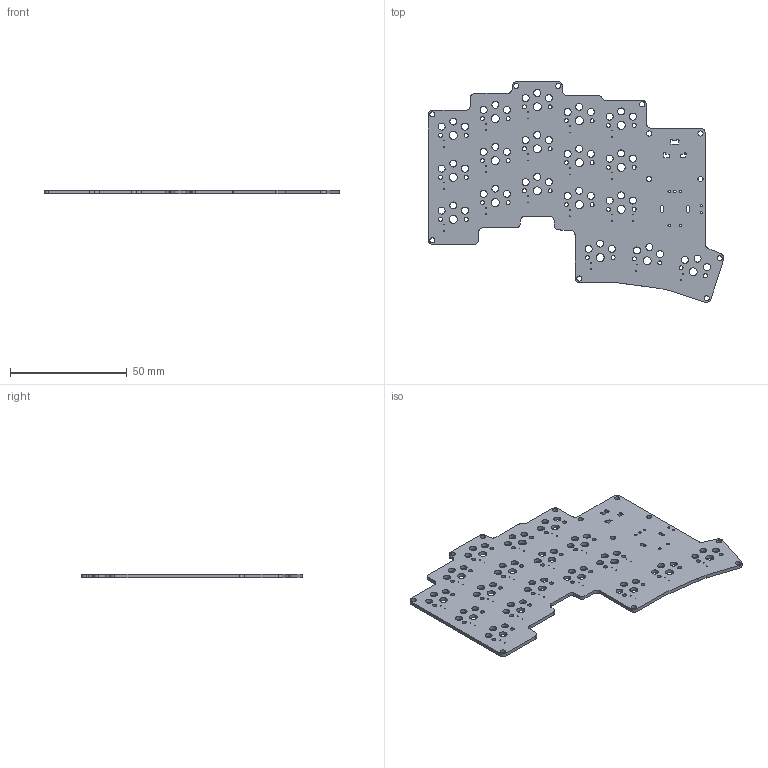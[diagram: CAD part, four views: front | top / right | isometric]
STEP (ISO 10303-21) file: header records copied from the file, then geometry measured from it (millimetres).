
FILE_DESCRIPTION(('KiCad electronic assembly'),'2;1');
FILE_NAME('avocado_v3.step','2025-09-07T15:53:18',('Pcbnew'),('Kicad'), 'Open CASCADE STEP processor 7.8','KiCad to STEP converter','Unknown' );
FILE_SCHEMA(('AUTOMOTIVE_DESIGN { 1 0 10303 214 1 1 1 1 }'));
Length unit declared in the file: millimetre
Products named in the file (2): avocado_v3 1; avocado_v3_PCB
Assembly tree (1 placements, depth 2):
  avocado_v3 1
    avocado_v3_PCB
Bounding box: 126.82 x 94.61 x 1.51 mm (x, y, z)
Volume: 11051.5 mm3; surface area: 16921.6 mm2
Topology: 1 solids, 1 shells, 244 faces, 726 edges, 484 vertices
Faces by surface type: cylinder 197, plane 47
Full cylindrical faces by diameter (mm): 0.3 x38, 0.9 x2, 1 x5, 1.702 x36, 2.2 x12, 3 x54, 3.429 x18
Entity records: 9121 total; most frequent: DIRECTION 1612, CARTESIAN_POINT 1456, ORIENTED_EDGE 1452, EDGE_CURVE 726, AXIS2_PLACEMENT_3D 640, FACE_BOUND 584, EDGE_LOOP 584, VERTEX_POINT 484
